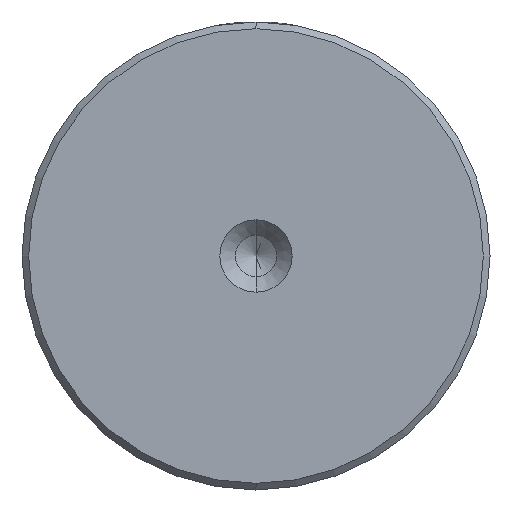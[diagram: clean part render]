
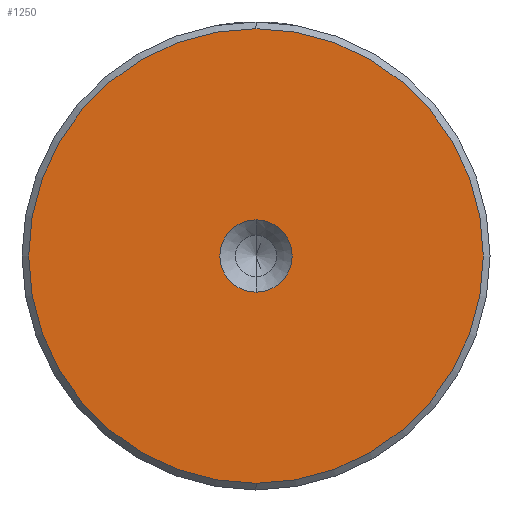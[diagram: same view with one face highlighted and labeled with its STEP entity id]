
A CAD part, left-side view. The second image highlights one B-rep face of the part: STEP entity #1250.
In plain terms, the highlighted planar face has unit normal (-1, 0, 0).
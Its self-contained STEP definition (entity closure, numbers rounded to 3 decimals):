
#10 = EDGE_CURVE ( 'NONE', #1328, #1651, #761, .T. ) ;
#106 = FACE_OUTER_BOUND ( 'NONE', #1999, .T. ) ;
#214 = ORIENTED_EDGE ( 'NONE', *, *, #1389, .F. ) ;
#337 = AXIS2_PLACEMENT_3D ( 'NONE', #1722, #1711, #1548 ) ;
#350 = CARTESIAN_POINT ( 'NONE',  ( 0., 0., 2.7 ) ) ;
#383 = CIRCLE ( 'NONE', #816, 2.7 ) ;
#436 = EDGE_CURVE ( 'NONE', #1651, #1328, #1950, .T. ) ;
#464 = CARTESIAN_POINT ( 'NONE',  ( 0., 0., 17. ) ) ;
#610 = CARTESIAN_POINT ( 'NONE',  ( 0., 0., 0. ) ) ;
#653 = EDGE_LOOP ( 'NONE', ( #214, #1380 ) ) ;
#684 = DIRECTION ( 'NONE',  ( -1., 0., 0. ) ) ;
#719 = EDGE_CURVE ( 'NONE', #1034, #1493, #944, .T. ) ;
#761 = CIRCLE ( 'NONE', #1182, 17. ) ;
#795 = CARTESIAN_POINT ( 'NONE',  ( 0., 0., -2.7 ) ) ;
#816 = AXIS2_PLACEMENT_3D ( 'NONE', #1724, #684, #1892 ) ;
#817 = DIRECTION ( 'NONE',  ( -1., 0., 0. ) ) ;
#944 = CIRCLE ( 'NONE', #1043, 2.7 ) ;
#1034 = VERTEX_POINT ( 'NONE', #795 ) ;
#1043 = AXIS2_PLACEMENT_3D ( 'NONE', #1153, #1148, #1143 ) ;
#1097 = DIRECTION ( 'NONE',  ( -1., 0., 0. ) ) ;
#1143 = DIRECTION ( 'NONE',  ( 0., 0., 1. ) ) ;
#1148 = DIRECTION ( 'NONE',  ( -1., 0., 0. ) ) ;
#1153 = CARTESIAN_POINT ( 'NONE',  ( 0., 0., 0. ) ) ;
#1156 = CARTESIAN_POINT ( 'NONE',  ( 0., 0., 0. ) ) ;
#1157 = DIRECTION ( 'NONE',  ( 0., 0., 1. ) ) ;
#1182 = AXIS2_PLACEMENT_3D ( 'NONE', #610, #1097, #1157 ) ;
#1250 = ADVANCED_FACE ( 'NONE', ( #106, #1942 ), #1845, .T. ) ;
#1328 = VERTEX_POINT ( 'NONE', #464 ) ;
#1380 = ORIENTED_EDGE ( 'NONE', *, *, #719, .F. ) ;
#1389 = EDGE_CURVE ( 'NONE', #1493, #1034, #383, .T. ) ;
#1493 = VERTEX_POINT ( 'NONE', #350 ) ;
#1548 = DIRECTION ( 'NONE',  ( 0., 0., 1. ) ) ;
#1651 = VERTEX_POINT ( 'NONE', #2164 ) ;
#1679 = ORIENTED_EDGE ( 'NONE', *, *, #436, .T. ) ;
#1711 = DIRECTION ( 'NONE',  ( -1., 0., 0. ) ) ;
#1722 = CARTESIAN_POINT ( 'NONE',  ( 0., 0., 0. ) ) ;
#1724 = CARTESIAN_POINT ( 'NONE',  ( 0., 0., 0. ) ) ;
#1748 = ORIENTED_EDGE ( 'NONE', *, *, #10, .T. ) ;
#1845 = PLANE ( 'NONE',  #2023 ) ;
#1892 = DIRECTION ( 'NONE',  ( 0., 0., 1. ) ) ;
#1942 = FACE_BOUND ( 'NONE', #653, .T. ) ;
#1950 = CIRCLE ( 'NONE', #337, 17. ) ;
#1999 = EDGE_LOOP ( 'NONE', ( #1679, #1748 ) ) ;
#2023 = AXIS2_PLACEMENT_3D ( 'NONE', #1156, #817, #2027 ) ;
#2027 = DIRECTION ( 'NONE',  ( 0., 0., 1. ) ) ;
#2164 = CARTESIAN_POINT ( 'NONE',  ( 0., 0., -17. ) ) ;
